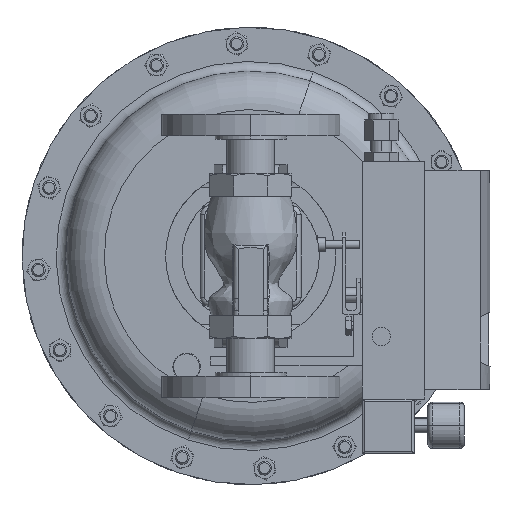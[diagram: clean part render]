
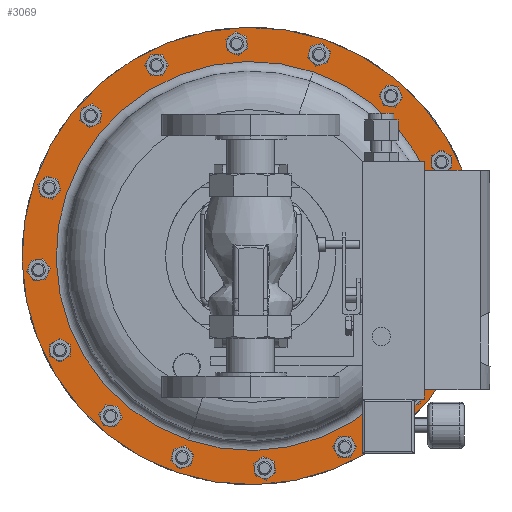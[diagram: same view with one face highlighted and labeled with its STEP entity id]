
A CAD part, front view. The second image highlights one B-rep face of the part: STEP entity #3069.
In plain terms, the highlighted planar face has unit normal (0, -1, 0).
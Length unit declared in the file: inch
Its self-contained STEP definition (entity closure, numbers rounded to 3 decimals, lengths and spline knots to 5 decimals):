
#1154 = AXIS2_PLACEMENT_3D ( 'NONE', #32947, #13506, #36177 ) ;
#2334 = DIRECTION ( 'NONE',  ( 0., 1., 0. ) ) ;
#3069 = ADVANCED_FACE ( 'NONE', ( #23007, #14384 ), #23979, .T. ) ;
#3805 = CIRCLE ( 'NONE', #9350, 5.315 ) ;
#3864 = VERTEX_POINT ( 'NONE', #6793 ) ;
#4211 = DIRECTION ( 'NONE',  ( 0., 1., 0. ) ) ;
#4658 = DIRECTION ( 'NONE',  ( 0.321, 0., 0.947 ) ) ;
#5481 = ORIENTED_EDGE ( 'NONE', *, *, #13982, .T. ) ;
#6516 = CARTESIAN_POINT ( 'NONE',  ( 2.009, 9.4, 3.66831 ) ) ;
#6793 = CARTESIAN_POINT ( 'NONE',  ( 1.70845, 9.4, 2.78293 ) ) ;
#7258 = ORIENTED_EDGE ( 'NONE', *, *, #26365, .F. ) ;
#9350 = AXIS2_PLACEMENT_3D ( 'NONE', #23651, #4211, #26942 ) ;
#10551 = CIRCLE ( 'NONE', #13610, 6.25 ) ;
#11939 = EDGE_CURVE ( 'NONE', #13836, #18105, #10551, .T. ) ;
#13506 = DIRECTION ( 'NONE',  ( 0., 1., 0. ) ) ;
#13610 = AXIS2_PLACEMENT_3D ( 'NONE', #15407, #38057, #18647 ) ;
#13836 = VERTEX_POINT ( 'NONE', #30076 ) ;
#13861 = EDGE_CURVE ( 'NONE', #40890, #3864, #3805, .T. ) ;
#13982 = EDGE_CURVE ( 'NONE', #3864, #40890, #26681, .T. ) ;
#14384 = FACE_OUTER_BOUND ( 'NONE', #31272, .T. ) ;
#15407 = CARTESIAN_POINT ( 'NONE',  ( 0., 9.4, -2.25 ) ) ;
#17614 = CARTESIAN_POINT ( 'NONE',  ( -5.91831, 9.4, -0.241 ) ) ;
#18105 = VERTEX_POINT ( 'NONE', #6516 ) ;
#18647 = DIRECTION ( 'NONE',  ( -0.321, 0., -0.947 ) ) ;
#21778 = CARTESIAN_POINT ( 'NONE',  ( 0., 9.4, -2.25 ) ) ;
#23007 = FACE_BOUND ( 'NONE', #26679, .T. ) ;
#23651 = CARTESIAN_POINT ( 'NONE',  ( 0., 9.4, -2.25 ) ) ;
#23979 = PLANE ( 'NONE',  #25627 ) ;
#24109 = DIRECTION ( 'NONE',  ( 0., -1., 0. ) ) ;
#25066 = DIRECTION ( 'NONE',  ( -0.321, 0., -0.947 ) ) ;
#25627 = AXIS2_PLACEMENT_3D ( 'NONE', #17614, #24109, #4658 ) ;
#26365 = EDGE_CURVE ( 'NONE', #18105, #13836, #27458, .T. ) ;
#26679 = EDGE_LOOP ( 'NONE', ( #38848, #5481 ) ) ;
#26681 = CIRCLE ( 'NONE', #31086, 5.315 ) ;
#26942 = DIRECTION ( 'NONE',  ( -0.321, 0., -0.947 ) ) ;
#27304 = CARTESIAN_POINT ( 'NONE',  ( -1.70845, 9.4, -7.28293 ) ) ;
#27458 = CIRCLE ( 'NONE', #1154, 6.25 ) ;
#30076 = CARTESIAN_POINT ( 'NONE',  ( -2.009, 9.4, -8.16831 ) ) ;
#31086 = AXIS2_PLACEMENT_3D ( 'NONE', #21778, #2334, #25066 ) ;
#31272 = EDGE_LOOP ( 'NONE', ( #33948, #7258 ) ) ;
#32947 = CARTESIAN_POINT ( 'NONE',  ( 0., 9.4, -2.25 ) ) ;
#33948 = ORIENTED_EDGE ( 'NONE', *, *, #11939, .F. ) ;
#36177 = DIRECTION ( 'NONE',  ( -0.321, 0., -0.947 ) ) ;
#38057 = DIRECTION ( 'NONE',  ( 0., 1., 0. ) ) ;
#38848 = ORIENTED_EDGE ( 'NONE', *, *, #13861, .T. ) ;
#40890 = VERTEX_POINT ( 'NONE', #27304 ) ;
